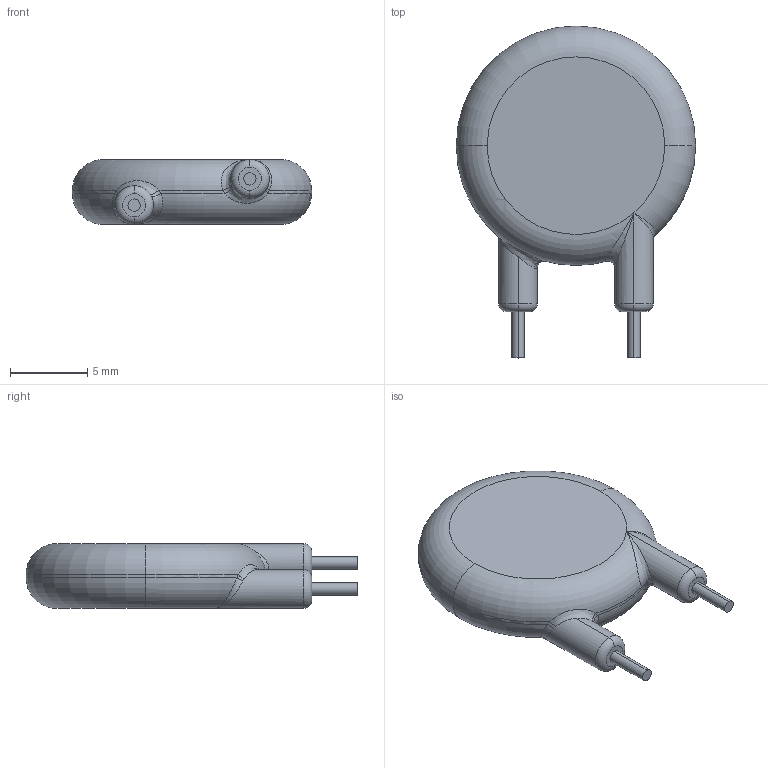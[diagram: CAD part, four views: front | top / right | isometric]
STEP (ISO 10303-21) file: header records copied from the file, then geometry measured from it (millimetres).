
FILE_DESCRIPTION (( 'STEP AP214' ), '1' );
FILE_NAME ('B2FDE194-99CF-4A30-8B6D-6A74CDC68F92.STEP', '2023-11-29T17:42:29', ( '' ), ( '' ), 'SwSTEP 2.0', 'SolidWorks 2022', '' );
FILE_SCHEMA (( 'AUTOMOTIVE_DESIGN' ));
Length unit declared in the file: millimetre
Products named in the file (1): B2FDE194-99CF-4A30-8B6D-6A74CDC68F92
Bounding box: 15.5 x 21.5 x 4.2 mm (x, y, z)
Volume: 759.1 mm3; surface area: 571.9 mm2
Topology: 1 solids, 1 shells, 38 faces, 82 edges, 44 vertices
Faces by surface type: cylinder 12, torus 10, bspline 10, plane 6
Entity records: 1912 total; most frequent: CARTESIAN_POINT 709, DIRECTION 160, ORIENTED_EDGE 156, EDGE_CURVE 78, AXIS2_PLACEMENT_3D 75, CIRCLE 46, VERTEX_POINT 44, UNCERTAINTY_MEASURE_WITH_UNIT 41
